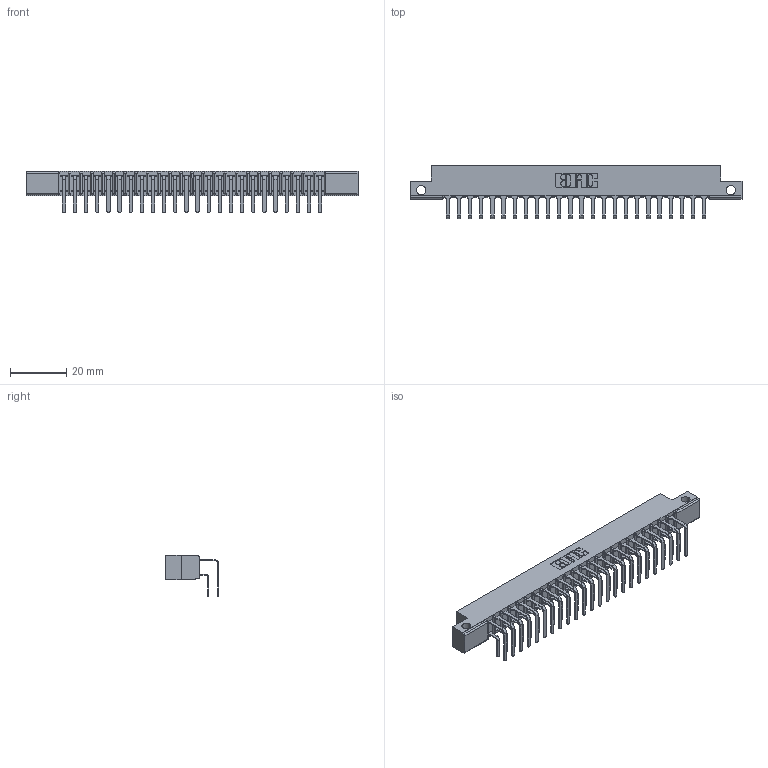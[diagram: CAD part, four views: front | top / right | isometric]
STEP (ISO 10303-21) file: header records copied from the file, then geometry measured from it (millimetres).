
FILE_DESCRIPTION (( 'STEP AP203' ), '1' );
FILE_NAME ('307-024-458-112.STEP', '2020-09-27T10:49:35', ( '' ), ( '' ), 'SwSTEP 2.0', 'SolidWorks 2020', '' );
FILE_SCHEMA (( 'CONFIG_CONTROL_DESIGN' ));
Length unit declared in the file: inch
Products named in the file (4): 307-024-458-112; 307-290-001_558 559 - 1 (Single); 307 Part_.128 Dia Side Mounting Holes; 307-290-001_558 - 2 (Single)
Assembly tree (49 placements, depth 2):
  307-024-458-112
    307 Part_.128 Dia Side Mounting Holes
    307-290-001_558 559 - 1 (Single)  x24
    307-290-001_558 - 2 (Single)  x24
Bounding box: 118.11 x 18.96 x 14.81 mm (x, y, z)
Volume: 7862.3 mm3; surface area: 15050.7 mm2
Topology: 49 solids, 49 shells, 2543 faces, 7139 edges, 4626 vertices
Faces by surface type: plane 1654, cylinder 839, sphere 50
Entity records: 25011 total; most frequent: CARTESIAN_POINT 4098, ORIENTED_EDGE 4058, DIRECTION 4021, EDGE_CURVE 2029, VECTOR 1547, LINE 1547, VERTEX_POINT 1314, AXIS2_PLACEMENT_3D 1237
